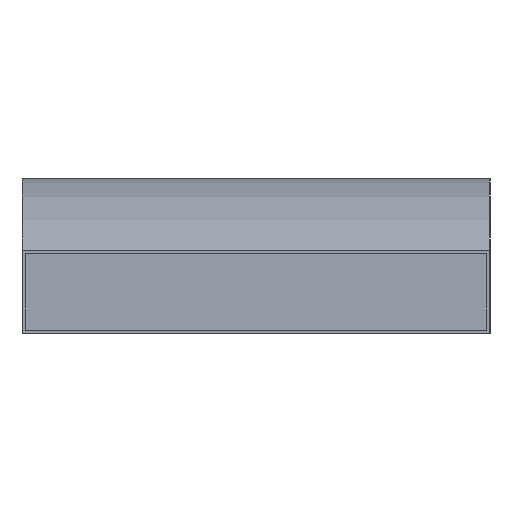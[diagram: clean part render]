
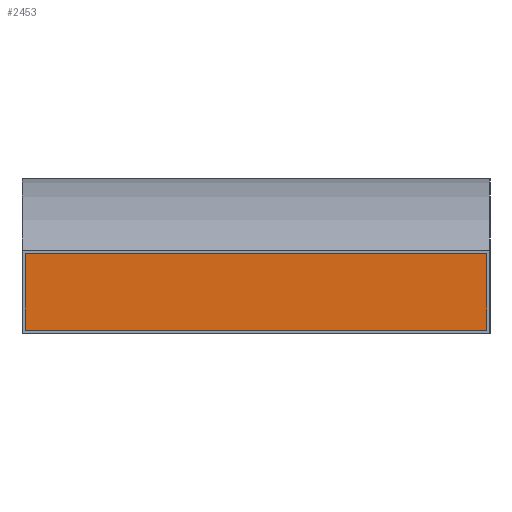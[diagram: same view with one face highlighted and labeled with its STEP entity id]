
A CAD part, left-side view. The second image highlights one B-rep face of the part: STEP entity #2453.
In plain terms, the highlighted planar face has unit normal (-1, 0, 0).
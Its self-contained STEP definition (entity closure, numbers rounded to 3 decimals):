
#204=FACE_OUTER_BOUND('',#362,.T.);
#362=EDGE_LOOP('',(#2192,#2193,#2194,#2195));
#488=LINE('',#3611,#756);
#499=LINE('',#3632,#767);
#630=LINE('',#3996,#898);
#631=LINE('',#3998,#899);
#756=VECTOR('',#2905,10.);
#767=VECTOR('',#2926,10.);
#898=VECTOR('',#3309,10.);
#899=VECTOR('',#3312,10.);
#1078=VERTEX_POINT('',#3608);
#1079=VERTEX_POINT('',#3610);
#1084=VERTEX_POINT('',#3631);
#1191=VERTEX_POINT('',#3994);
#1336=EDGE_CURVE('',#1079,#1078,#488,.T.);
#1347=EDGE_CURVE('',#1079,#1084,#499,.T.);
#1526=EDGE_CURVE('',#1078,#1191,#630,.T.);
#1527=EDGE_CURVE('',#1084,#1191,#631,.T.);
#2192=ORIENTED_EDGE('',*,*,#1336,.T.);
#2193=ORIENTED_EDGE('',*,*,#1526,.T.);
#2194=ORIENTED_EDGE('',*,*,#1527,.F.);
#2195=ORIENTED_EDGE('',*,*,#1347,.F.);
#2288=PLANE('',#2659);
#2453=ADVANCED_FACE('',(#204),#2288,.T.);
#2659=AXIS2_PLACEMENT_3D('',#3997,#3310,#3311);
#2905=DIRECTION('',(0.,0.,1.));
#2926=DIRECTION('',(0.,1.,0.));
#3309=DIRECTION('',(0.,1.,0.));
#3310=DIRECTION('center_axis',(-1.,0.,0.));
#3311=DIRECTION('ref_axis',(0.,0.,1.));
#3312=DIRECTION('',(0.,0.,1.));
#3608=CARTESIAN_POINT('',(-181.,0.,2.5));
#3610=CARTESIAN_POINT('',(-181.,0.,-2.5));
#3611=CARTESIAN_POINT('',(-181.,0.,-2.5));
#3631=CARTESIAN_POINT('',(-181.,30.,-2.5));
#3632=CARTESIAN_POINT('',(-181.,0.,-2.5));
#3994=CARTESIAN_POINT('',(-181.,30.,2.5));
#3996=CARTESIAN_POINT('',(-181.,0.,2.5));
#3997=CARTESIAN_POINT('Origin',(-181.,0.,-2.5));
#3998=CARTESIAN_POINT('',(-181.,30.,-2.5));
